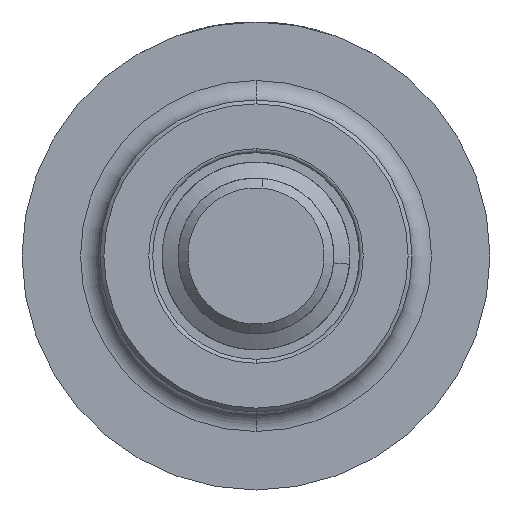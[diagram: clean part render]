
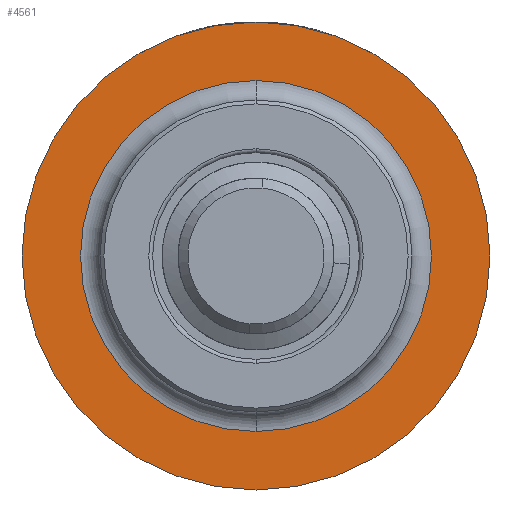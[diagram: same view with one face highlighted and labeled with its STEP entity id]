
A CAD part, front view. The second image highlights one B-rep face of the part: STEP entity #4561.
In plain terms, the highlighted planar face has unit normal (0, -1, 0).
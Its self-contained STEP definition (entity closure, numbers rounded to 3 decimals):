
#440 = DIRECTION ( 'NONE',  ( 0., 0., -1. ) ) ;
#972 = VERTEX_POINT ( 'NONE', #5623 ) ;
#1136 = VERTEX_POINT ( 'NONE', #3201 ) ;
#1211 = EDGE_CURVE ( 'NONE', #1525, #1136, #2885, .T. ) ;
#1525 = VERTEX_POINT ( 'NONE', #2591 ) ;
#1641 = DIRECTION ( 'NONE',  ( 0., -1., 0. ) ) ;
#1837 = VERTEX_POINT ( 'NONE', #2923 ) ;
#2102 = EDGE_LOOP ( 'NONE', ( #4909, #5207 ) ) ;
#2240 = DIRECTION ( 'NONE',  ( 0., -1., 0. ) ) ;
#2249 = CARTESIAN_POINT ( 'NONE',  ( 0., 9.42, 0. ) ) ;
#2591 = CARTESIAN_POINT ( 'NONE',  ( 0., 9.42, -9. ) ) ;
#2861 = ORIENTED_EDGE ( 'NONE', *, *, #4062, .T. ) ;
#2885 = CIRCLE ( 'NONE', #7079, 9. ) ;
#2923 = CARTESIAN_POINT ( 'NONE',  ( 0., 9.42, 12. ) ) ;
#3201 = CARTESIAN_POINT ( 'NONE',  ( 0., 9.42, 9. ) ) ;
#3286 = EDGE_CURVE ( 'NONE', #1837, #972, #5301, .T. ) ;
#3303 = CIRCLE ( 'NONE', #3840, 9. ) ;
#3519 = CARTESIAN_POINT ( 'NONE',  ( 0., 9.42, 0. ) ) ;
#3595 = DIRECTION ( 'NONE',  ( 0., 0., -1. ) ) ;
#3840 = AXIS2_PLACEMENT_3D ( 'NONE', #5957, #2240, #3595 ) ;
#3998 = AXIS2_PLACEMENT_3D ( 'NONE', #2249, #5987, #7231 ) ;
#4012 = CIRCLE ( 'NONE', #5950, 12. ) ;
#4062 = EDGE_CURVE ( 'NONE', #972, #1837, #4012, .T. ) ;
#4497 = PLANE ( 'NONE',  #5329 ) ;
#4561 = ADVANCED_FACE ( 'NONE', ( #5384, #5573 ), #4497, .T. ) ;
#4909 = ORIENTED_EDGE ( 'NONE', *, *, #1211, .F. ) ;
#5207 = ORIENTED_EDGE ( 'NONE', *, *, #6921, .F. ) ;
#5301 = CIRCLE ( 'NONE', #3998, 12. ) ;
#5329 = AXIS2_PLACEMENT_3D ( 'NONE', #7009, #5883, #5341 ) ;
#5341 = DIRECTION ( 'NONE',  ( 0., 0., -1. ) ) ;
#5384 = FACE_OUTER_BOUND ( 'NONE', #7652, .T. ) ;
#5485 = ORIENTED_EDGE ( 'NONE', *, *, #3286, .T. ) ;
#5573 = FACE_BOUND ( 'NONE', #2102, .T. ) ;
#5623 = CARTESIAN_POINT ( 'NONE',  ( 0., 9.42, -12. ) ) ;
#5883 = DIRECTION ( 'NONE',  ( 0., -1., 0. ) ) ;
#5948 = DIRECTION ( 'NONE',  ( 0., -1., 0. ) ) ;
#5950 = AXIS2_PLACEMENT_3D ( 'NONE', #3519, #1641, #440 ) ;
#5957 = CARTESIAN_POINT ( 'NONE',  ( 0., 9.42, 0. ) ) ;
#5987 = DIRECTION ( 'NONE',  ( 0., -1., 0. ) ) ;
#6573 = DIRECTION ( 'NONE',  ( 0., 0., -1. ) ) ;
#6921 = EDGE_CURVE ( 'NONE', #1136, #1525, #3303, .T. ) ;
#7009 = CARTESIAN_POINT ( 'NONE',  ( 9., 9.42, 0. ) ) ;
#7079 = AXIS2_PLACEMENT_3D ( 'NONE', #7099, #5948, #6573 ) ;
#7099 = CARTESIAN_POINT ( 'NONE',  ( 0., 9.42, 0. ) ) ;
#7231 = DIRECTION ( 'NONE',  ( 0., 0., -1. ) ) ;
#7652 = EDGE_LOOP ( 'NONE', ( #2861, #5485 ) ) ;
